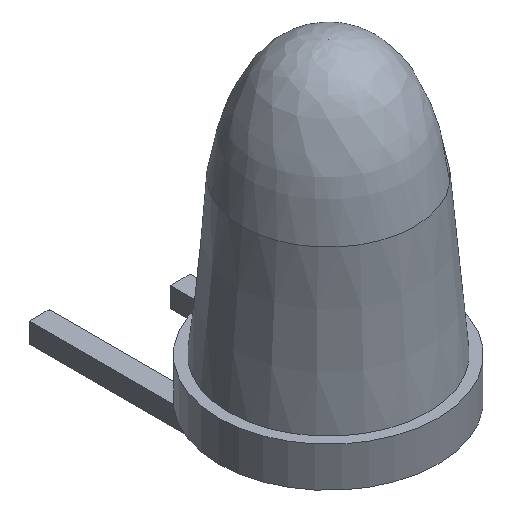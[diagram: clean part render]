
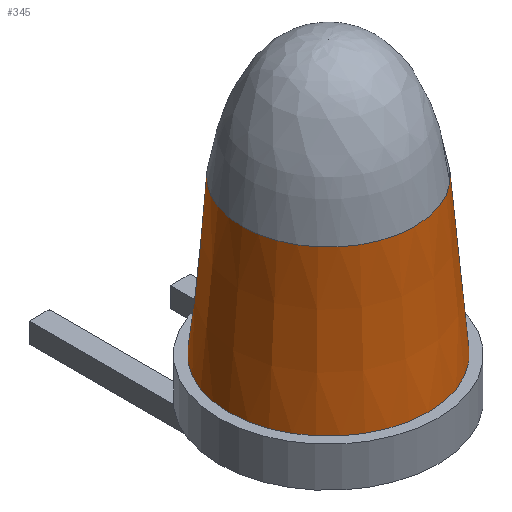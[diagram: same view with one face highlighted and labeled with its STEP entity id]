
A CAD part, isometric view. The second image highlights one B-rep face of the part: STEP entity #345.
In plain terms, the highlighted conical face has half-angle 5 degrees and reference radius 2.331 mm.
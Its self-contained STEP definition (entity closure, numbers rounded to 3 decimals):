
#19=CONICAL_SURFACE('',#386,2.331,0.087);
#33=CIRCLE('',#387,2.162);
#34=CIRCLE('',#388,2.162);
#35=CIRCLE('',#389,2.5);
#36=CIRCLE('',#390,2.5);
#66=FACE_OUTER_BOUND('',#85,.T.);
#85=EDGE_LOOP('',(#293,#294,#295,#296,#297,#298));
#121=LINE('',#573,#151);
#151=VECTOR('',#476,2.331);
#177=VERTEX_POINT('',#568);
#178=VERTEX_POINT('',#569);
#179=VERTEX_POINT('',#572);
#180=VERTEX_POINT('',#574);
#220=EDGE_CURVE('',#177,#178,#33,.T.);
#221=EDGE_CURVE('',#178,#177,#34,.T.);
#222=EDGE_CURVE('',#178,#179,#121,.T.);
#223=EDGE_CURVE('',#180,#179,#35,.T.);
#224=EDGE_CURVE('',#179,#180,#36,.T.);
#293=ORIENTED_EDGE('',*,*,#220,.F.);
#294=ORIENTED_EDGE('',*,*,#221,.F.);
#295=ORIENTED_EDGE('',*,*,#222,.T.);
#296=ORIENTED_EDGE('',*,*,#223,.F.);
#297=ORIENTED_EDGE('',*,*,#224,.F.);
#298=ORIENTED_EDGE('',*,*,#222,.F.);
#345=ADVANCED_FACE('',(#66),#19,.T.);
#386=AXIS2_PLACEMENT_3D('',#567,#470,#471);
#387=AXIS2_PLACEMENT_3D('',#570,#472,#473);
#388=AXIS2_PLACEMENT_3D('',#571,#474,#475);
#389=AXIS2_PLACEMENT_3D('',#575,#477,#478);
#390=AXIS2_PLACEMENT_3D('',#576,#479,#480);
#470=DIRECTION('center_axis',(0.,0.,-1.));
#471=DIRECTION('ref_axis',(1.,0.,0.));
#472=DIRECTION('center_axis',(0.,0.,1.));
#473=DIRECTION('ref_axis',(1.,0.,0.));
#474=DIRECTION('center_axis',(0.,0.,1.));
#475=DIRECTION('ref_axis',(1.,0.,0.));
#476=DIRECTION('',(-0.087,0.,-0.996));
#477=DIRECTION('center_axis',(0.,0.,-1.));
#478=DIRECTION('ref_axis',(1.,0.,0.));
#479=DIRECTION('center_axis',(0.,0.,-1.));
#480=DIRECTION('ref_axis',(1.,0.,0.));
#567=CARTESIAN_POINT('Origin',(0.,0.,1.933));
#568=CARTESIAN_POINT('',(2.162,0.,3.867));
#569=CARTESIAN_POINT('',(-2.162,0.,3.867));
#570=CARTESIAN_POINT('Origin',(0.,0.,3.867));
#571=CARTESIAN_POINT('Origin',(0.,0.,3.867));
#572=CARTESIAN_POINT('',(-2.5,0.,0.));
#573=CARTESIAN_POINT('',(-2.331,0.,1.933));
#574=CARTESIAN_POINT('',(2.5,0.,0.));
#575=CARTESIAN_POINT('Origin',(0.,0.,0.));
#576=CARTESIAN_POINT('Origin',(0.,0.,0.));
